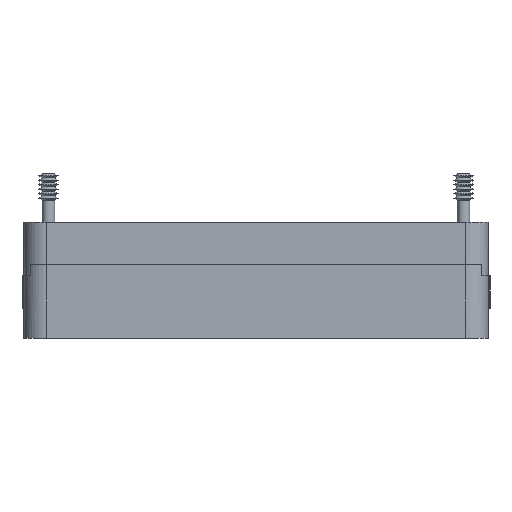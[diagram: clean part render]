
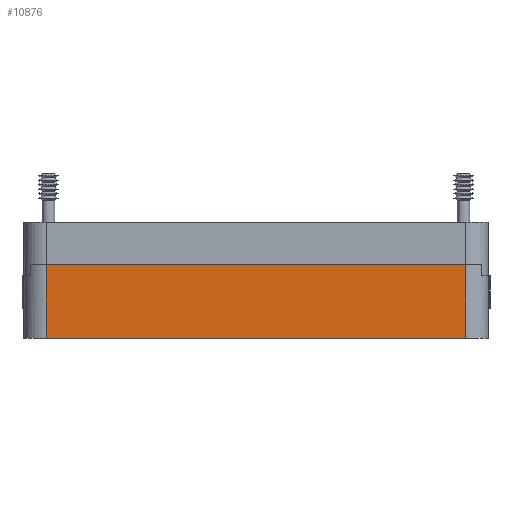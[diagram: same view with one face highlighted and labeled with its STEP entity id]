
A CAD part, front view. The second image highlights one B-rep face of the part: STEP entity #10876.
In plain terms, the highlighted planar face has unit normal (0, -1, 0).
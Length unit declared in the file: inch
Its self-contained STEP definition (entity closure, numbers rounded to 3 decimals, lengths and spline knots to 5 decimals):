
#623 = CARTESIAN_POINT ( 'NONE',  ( -0.9375, 0., 0. ) ) ;
#664 = CARTESIAN_POINT ( 'NONE',  ( 0.9375, 0., 0. ) ) ;
#2075 = VERTEX_POINT ( 'NONE', #9768 ) ;
#2079 = VERTEX_POINT ( 'NONE', #9763 ) ;
#6103 = CARTESIAN_POINT ( 'NONE',  ( 0.9375, 0., 0.33 ) ) ;
#6104 = DIRECTION ( 'NONE',  ( 1., 0., 0. ) ) ;
#6258 = DIRECTION ( 'NONE',  ( 0., 0., -1. ) ) ;
#6262 = CARTESIAN_POINT ( 'NONE',  ( 0.9375, 0., 0.33 ) ) ;
#6270 = CARTESIAN_POINT ( 'NONE',  ( -0.9375, 0., 0.33 ) ) ;
#6272 = DIRECTION ( 'NONE',  ( 0., 0., -1. ) ) ;
#6289 = CARTESIAN_POINT ( 'NONE',  ( 0.9375, 0., 0. ) ) ;
#6290 = DIRECTION ( 'NONE',  ( 1., 0., 0. ) ) ;
#8345 = AXIS2_PLACEMENT_3D ( 'NONE', #12350, #12355, #12356 ) ;
#9443 = ORIENTED_EDGE ( 'NONE', *, *, #9923, .T. ) ;
#9444 = ORIENTED_EDGE ( 'NONE', *, *, #9846, .F. ) ;
#9445 = ORIENTED_EDGE ( 'NONE', *, *, #9920, .F. ) ;
#9446 = ORIENTED_EDGE ( 'NONE', *, *, #9939, .T. ) ;
#9763 = CARTESIAN_POINT ( 'NONE',  ( 0.9375, 0., 0.33 ) ) ;
#9768 = CARTESIAN_POINT ( 'NONE',  ( -0.9375, 0., 0.33 ) ) ;
#9846 = EDGE_CURVE ( 'NONE', #2075, #2079, #13737, .T. ) ;
#9920 = EDGE_CURVE ( 'NONE', #2079, #15368, #14005, .T. ) ;
#9923 = EDGE_CURVE ( 'NONE', #2075, #14991, #14011, .T. ) ;
#9939 = EDGE_CURVE ( 'NONE', #14991, #15368, #14037, .T. ) ;
#10876 = ADVANCED_FACE ( 'NONE', ( #15478 ), #12352, .F. ) ;
#12350 = CARTESIAN_POINT ( 'NONE',  ( 0.9375, 0., 0.33 ) ) ;
#12352 = PLANE ( 'NONE',  #8345 ) ;
#12355 = DIRECTION ( 'NONE',  ( 0., 1., 0. ) ) ;
#12356 = DIRECTION ( 'NONE',  ( 0., 0., 1. ) ) ;
#13736 = EDGE_LOOP ( 'NONE', ( #9446, #9445, #9444, #9443 ) ) ;
#13737 = LINE ( 'NONE', #6103, #13743 ) ;
#13743 = VECTOR ( 'NONE', #6104, 39.37008 ) ;
#14005 = LINE ( 'NONE', #6262, #14009 ) ;
#14009 = VECTOR ( 'NONE', #6258, 39.37008 ) ;
#14011 = LINE ( 'NONE', #6270, #14017 ) ;
#14017 = VECTOR ( 'NONE', #6272, 39.37008 ) ;
#14037 = LINE ( 'NONE', #6289, #14043 ) ;
#14043 = VECTOR ( 'NONE', #6290, 39.37008 ) ;
#14991 = VERTEX_POINT ( 'NONE', #623 ) ;
#15368 = VERTEX_POINT ( 'NONE', #664 ) ;
#15478 = FACE_OUTER_BOUND ( 'NONE', #13736, .T. ) ;
